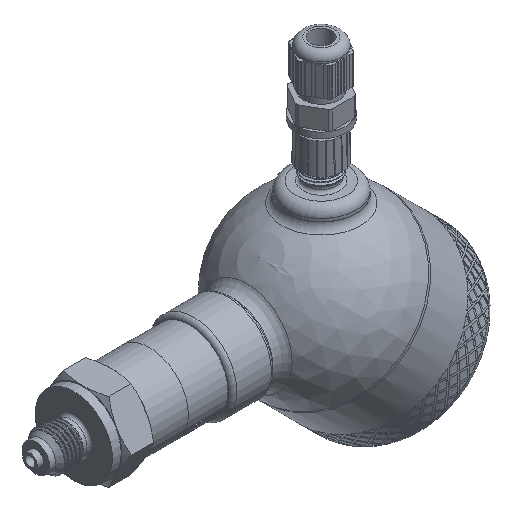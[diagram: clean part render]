
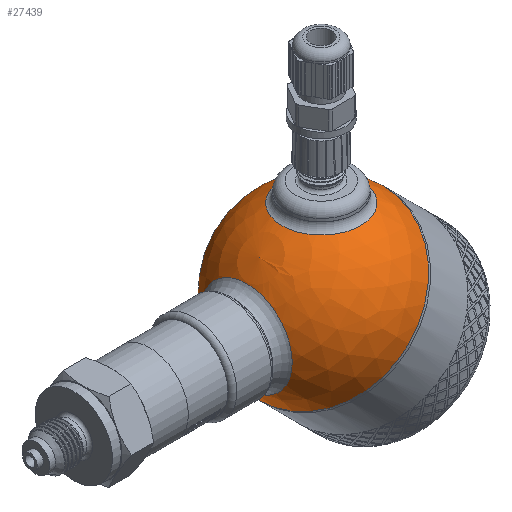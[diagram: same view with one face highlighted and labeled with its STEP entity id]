
A CAD part, isometric view. The second image highlights one B-rep face of the part: STEP entity #27439.
In plain terms, the highlighted spherical face has radius 30 mm.
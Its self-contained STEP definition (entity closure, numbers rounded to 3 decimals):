
#65=SPHERICAL_SURFACE('',#29091,30.);
#146=FACE_BOUND('',#3851,.T.);
#147=FACE_BOUND('',#3852,.T.);
#2102=FACE_OUTER_BOUND('',#3850,.T.);
#3850=EDGE_LOOP('',(#19852,#19853,#19854,#19855));
#3851=EDGE_LOOP('',(#19856));
#3852=EDGE_LOOP('',(#19857));
#5494=CIRCLE('',#29013,30.);
#5495=CIRCLE('',#29014,30.);
#5522=CIRCLE('',#29087,13.5);
#5525=CIRCLE('',#29092,30.);
#5526=CIRCLE('',#29093,15.643);
#10917=VERTEX_POINT('',#37667);
#10918=VERTEX_POINT('',#37669);
#11417=VERTEX_POINT('',#44056);
#11419=VERTEX_POINT('',#44063);
#11420=VERTEX_POINT('',#44065);
#13847=EDGE_CURVE('',#10917,#10918,#5494,.T.);
#13848=EDGE_CURVE('',#10918,#10917,#5495,.T.);
#14599=EDGE_CURVE('',#11417,#11417,#5522,.T.);
#14602=EDGE_CURVE('',#10918,#11419,#5525,.T.);
#14603=EDGE_CURVE('',#11420,#11420,#5526,.T.);
#19852=ORIENTED_EDGE('',*,*,#13848,.F.);
#19853=ORIENTED_EDGE('',*,*,#14602,.T.);
#19854=ORIENTED_EDGE('',*,*,#14602,.F.);
#19855=ORIENTED_EDGE('',*,*,#13847,.F.);
#19856=ORIENTED_EDGE('',*,*,#14603,.F.);
#19857=ORIENTED_EDGE('',*,*,#14599,.F.);
#27439=ADVANCED_FACE('',(#2102,#146,#147),#65,.T.);
#29013=AXIS2_PLACEMENT_3D('',#37670,#30491,#30492);
#29014=AXIS2_PLACEMENT_3D('',#37671,#30493,#30494);
#29087=AXIS2_PLACEMENT_3D('',#44057,#30903,#30904);
#29091=AXIS2_PLACEMENT_3D('',#44062,#30911,#30912);
#29092=AXIS2_PLACEMENT_3D('',#44064,#30913,#30914);
#29093=AXIS2_PLACEMENT_3D('',#44066,#30915,#30916);
#30491=DIRECTION('center_axis',(1.,0.,0.));
#30492=DIRECTION('ref_axis',(0.,1.,0.));
#30493=DIRECTION('center_axis',(1.,0.,0.));
#30494=DIRECTION('ref_axis',(0.,1.,0.));
#30903=DIRECTION('center_axis',(-0.707,0.,-0.707));
#30904=DIRECTION('ref_axis',(-0.707,0.,0.707));
#30911=DIRECTION('center_axis',(1.,0.,0.));
#30912=DIRECTION('ref_axis',(0.,-1.,0.));
#30913=DIRECTION('center_axis',(0.,0.,1.));
#30914=DIRECTION('ref_axis',(0.,1.,0.));
#30915=DIRECTION('center_axis',(-0.707,0.,0.707));
#30916=DIRECTION('ref_axis',(0.707,0.,0.707));
#37667=CARTESIAN_POINT('',(0.,-30.,0.));
#37669=CARTESIAN_POINT('',(0.,30.,0.));
#37670=CARTESIAN_POINT('Origin',(0.,0.,0.));
#37671=CARTESIAN_POINT('Origin',(0.,0.,0.));
#44056=CARTESIAN_POINT('',(-9.398,0.,-28.49));
#44057=CARTESIAN_POINT('Origin',(-18.944,0.,-18.944));
#44062=CARTESIAN_POINT('Origin',(0.,0.,0.));
#44063=CARTESIAN_POINT('',(-30.,0.,0.));
#44064=CARTESIAN_POINT('Origin',(0.,0.,0.));
#44065=CARTESIAN_POINT('',(-29.162,0.,7.04));
#44066=CARTESIAN_POINT('Origin',(-18.101,0.,18.101));
